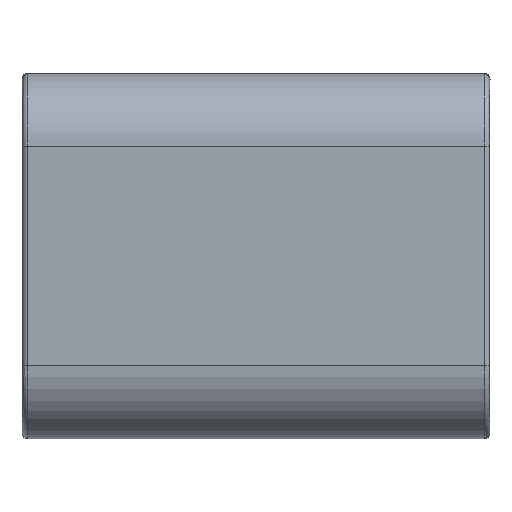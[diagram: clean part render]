
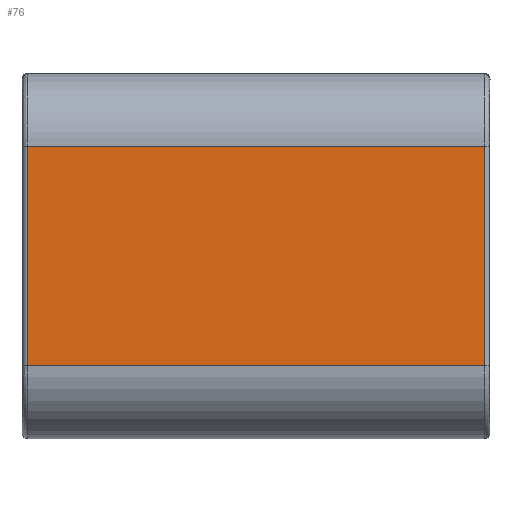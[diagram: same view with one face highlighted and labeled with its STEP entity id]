
A CAD part, left-side view. The second image highlights one B-rep face of the part: STEP entity #76.
In plain terms, the highlighted free-form (B-spline) face has degree [2, 1] with [3, 2] control points.
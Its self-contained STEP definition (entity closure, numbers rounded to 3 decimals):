
#76=ADVANCED_FACE('',(#207),#4579,.T.);
#207=FACE_OUTER_BOUND('',#338,.T.);
#338=EDGE_LOOP('',(#669,#670,#671,#672));
#669=ORIENTED_EDGE('',*,*,#3976,.F.);
#670=ORIENTED_EDGE('',*,*,#3894,.F.);
#671=ORIENTED_EDGE('',*,*,#3978,.T.);
#672=ORIENTED_EDGE('',*,*,#3979,.T.);
#1226=PCURVE('',#4594,#1936);
#1377=PCURVE('',#4578,#2087);
#1379=PCURVE('',#4579,#2089);
#1380=PCURVE('',#4579,#2090);
#1381=PCURVE('',#4579,#2091);
#1382=PCURVE('',#4579,#2092);
#1383=PCURVE('',#4580,#2093);
#1411=PCURVE('',#4624,#2121);
#1936=DEFINITIONAL_REPRESENTATION('',(#2696),#12014);
#2087=DEFINITIONAL_REPRESENTATION('',(#2865),#12014);
#2089=DEFINITIONAL_REPRESENTATION('',(#2867),#12014);
#2090=DEFINITIONAL_REPRESENTATION('',(#2868),#12014);
#2091=DEFINITIONAL_REPRESENTATION('',(#2869),#12014);
#2092=DEFINITIONAL_REPRESENTATION('',(#2870),#12014);
#2093=DEFINITIONAL_REPRESENTATION('',(#2871),#12014);
#2121=DEFINITIONAL_REPRESENTATION('',(#2904),#12014);
#2696=B_SPLINE_CURVE_WITH_KNOTS('',1,(#6663,#6664),.UNSPECIFIED.,.F.,.F.,
(2,2),(-0.75,0.),.UNSPECIFIED.);
#2865=B_SPLINE_CURVE_WITH_KNOTS('',1,(#8009,#8010),.UNSPECIFIED.,.F.,.F.,
(2,2),(0.01,0.79),.UNSPECIFIED.);
#2867=B_SPLINE_CURVE_WITH_KNOTS('',1,(#8018,#8019),.UNSPECIFIED.,.F.,.F.,
(2,2),(0.01,0.79),.UNSPECIFIED.);
#2868=B_SPLINE_CURVE_WITH_KNOTS('',3,(#8020,#8021,#8022,#8023),
 .UNSPECIFIED.,.F.,.F.,(4,4),(-0.75,0.),
 .UNSPECIFIED.);
#2869=B_SPLINE_CURVE_WITH_KNOTS('',1,(#8026,#8027),.UNSPECIFIED.,.F.,.F.,
(2,2),(0.01,0.79),.UNSPECIFIED.);
#2870=B_SPLINE_CURVE_WITH_KNOTS('',3,(#8030,#8031,#8032,#8033),
 .UNSPECIFIED.,.F.,.F.,(4,4),(-0.75,0.),.UNSPECIFIED.);
#2871=B_SPLINE_CURVE_WITH_KNOTS('',1,(#8034,#8035),.UNSPECIFIED.,.F.,.F.,
(2,2),(0.01,0.79),.UNSPECIFIED.);
#2904=B_SPLINE_CURVE_WITH_KNOTS('',1,(#8187,#8188),.UNSPECIFIED.,.F.,.F.,
(2,2),(-0.75,0.),.UNSPECIFIED.);
#3539=SURFACE_CURVE('',#4199,(#1226,#1380),.PCURVE_S1.);
#3621=SURFACE_CURVE('',#4263,(#1377,#1379),.PCURVE_S1.);
#3623=SURFACE_CURVE('',#4265,(#1381,#1383),.PCURVE_S1.);
#3624=SURFACE_CURVE('',#4266,(#1382,#1411),.PCURVE_S1.);
#3894=EDGE_CURVE('',#4346,#4345,#3539,.T.);
#3976=EDGE_CURVE('',#4345,#4405,#3621,.T.);
#3978=EDGE_CURVE('',#4346,#4406,#3623,.T.);
#3979=EDGE_CURVE('',#4406,#4405,#3624,.T.);
#4199=(
BOUNDED_CURVE()
B_SPLINE_CURVE(1,(#6661,#6662),.UNSPECIFIED.,.F.,.F.)
B_SPLINE_CURVE_WITH_KNOTS((2,2),(-0.75,0.),
 .UNSPECIFIED.)
CURVE()
GEOMETRIC_REPRESENTATION_ITEM()
RATIONAL_B_SPLINE_CURVE((1.,1.))
REPRESENTATION_ITEM('')
);
#4263=(
BOUNDED_CURVE()
B_SPLINE_CURVE(1,(#8007,#8008),.UNSPECIFIED.,.F.,.F.)
B_SPLINE_CURVE_WITH_KNOTS((2,2),(0.01,0.79),.UNSPECIFIED.)
CURVE()
GEOMETRIC_REPRESENTATION_ITEM()
RATIONAL_B_SPLINE_CURVE((1.,1.))
REPRESENTATION_ITEM('')
);
#4265=(
BOUNDED_CURVE()
B_SPLINE_CURVE(1,(#8024,#8025),.UNSPECIFIED.,.F.,.F.)
B_SPLINE_CURVE_WITH_KNOTS((2,2),(0.01,0.79),.UNSPECIFIED.)
CURVE()
GEOMETRIC_REPRESENTATION_ITEM()
RATIONAL_B_SPLINE_CURVE((1.,1.))
REPRESENTATION_ITEM('')
);
#4266=(
BOUNDED_CURVE()
B_SPLINE_CURVE(1,(#8028,#8029),.UNSPECIFIED.,.F.,.F.)
B_SPLINE_CURVE_WITH_KNOTS((2,2),(-0.75,0.),
 .UNSPECIFIED.)
CURVE()
GEOMETRIC_REPRESENTATION_ITEM()
RATIONAL_B_SPLINE_CURVE((1.,1.))
REPRESENTATION_ITEM('')
);
#4345=VERTEX_POINT('',#5540);
#4346=VERTEX_POINT('',#5541);
#4405=VERTEX_POINT('',#5600);
#4406=VERTEX_POINT('',#5601);
#4578=(
BOUNDED_SURFACE()
B_SPLINE_SURFACE(2,1,((#4768,#4769),(#4770,#4771),(#4772,#4773)),
 .UNSPECIFIED.,.F.,.F.,.F.)
B_SPLINE_SURFACE_WITH_KNOTS((3,3),(2,2),(2.7,3.093),(0.,0.8),
 .UNSPECIFIED.)
GEOMETRIC_REPRESENTATION_ITEM()
RATIONAL_B_SPLINE_SURFACE(((1.,1.),(0.707,0.707),
(1.,1.)))
REPRESENTATION_ITEM('')
SURFACE()
);
#4579=(
BOUNDED_SURFACE()
B_SPLINE_SURFACE(2,1,((#4774,#4775),(#4776,#4777),(#4778,#4779)),
 .UNSPECIFIED.,.F.,.F.,.F.)
B_SPLINE_SURFACE_WITH_KNOTS((3,3),(2,2),(3.093,3.843),
(0.,0.8),.UNSPECIFIED.)
GEOMETRIC_REPRESENTATION_ITEM()
RATIONAL_B_SPLINE_SURFACE(((1.,1.),(1.,1.),(1.,1.)))
REPRESENTATION_ITEM('')
SURFACE()
);
#4580=(
BOUNDED_SURFACE()
B_SPLINE_SURFACE(2,1,((#4780,#4781),(#4782,#4783),(#4784,#4785)),
 .UNSPECIFIED.,.F.,.F.,.F.)
B_SPLINE_SURFACE_WITH_KNOTS((3,3),(2,2),(3.843,4.235),
(0.,0.8),.UNSPECIFIED.)
GEOMETRIC_REPRESENTATION_ITEM()
RATIONAL_B_SPLINE_SURFACE(((1.,1.),(0.707,0.707),
(1.,1.)))
REPRESENTATION_ITEM('')
SURFACE()
);
#4594=(
BOUNDED_SURFACE()
B_SPLINE_SURFACE(2,1,((#4889,#4890),(#4891,#4892),(#4893,#4894)),
 .UNSPECIFIED.,.F.,.F.,.F.)
B_SPLINE_SURFACE_WITH_KNOTS((3,3),(2,2),(0.,0.031),(0.,
0.75),.UNSPECIFIED.)
GEOMETRIC_REPRESENTATION_ITEM()
RATIONAL_B_SPLINE_SURFACE(((1.,1.),(0.707,0.707),
(1.,1.)))
REPRESENTATION_ITEM('')
SURFACE()
);
#4624=(
BOUNDED_SURFACE()
B_SPLINE_SURFACE(1,2,((#5159,#5160,#5161),(#5162,#5163,#5164)),
 .UNSPECIFIED.,.F.,.F.,.F.)
B_SPLINE_SURFACE_WITH_KNOTS((2,2),(3,3),(0.,0.75),(0.,0.031),
 .UNSPECIFIED.)
GEOMETRIC_REPRESENTATION_ITEM()
RATIONAL_B_SPLINE_SURFACE(((1.,0.707,1.),(1.,0.707,
1.)))
REPRESENTATION_ITEM('')
SURFACE()
);
#4768=CARTESIAN_POINT('',(-1.35,-0.8,0.));
#4769=CARTESIAN_POINT('',(-1.35,0.8,0.));
#4770=CARTESIAN_POINT('',(-1.6,-0.8,0.));
#4771=CARTESIAN_POINT('',(-1.6,0.8,0.));
#4772=CARTESIAN_POINT('',(-1.6,-0.8,0.25));
#4773=CARTESIAN_POINT('',(-1.6,0.8,0.25));
#4774=CARTESIAN_POINT('',(-1.6,-0.8,0.25));
#4775=CARTESIAN_POINT('',(-1.6,0.8,0.25));
#4776=CARTESIAN_POINT('',(-1.6,-0.8,0.625));
#4777=CARTESIAN_POINT('',(-1.6,0.8,0.625));
#4778=CARTESIAN_POINT('',(-1.6,-0.8,1.));
#4779=CARTESIAN_POINT('',(-1.6,0.8,1.));
#4780=CARTESIAN_POINT('',(-1.6,-0.8,1.));
#4781=CARTESIAN_POINT('',(-1.6,0.8,1.));
#4782=CARTESIAN_POINT('',(-1.6,-0.8,1.25));
#4783=CARTESIAN_POINT('',(-1.6,0.8,1.25));
#4784=CARTESIAN_POINT('',(-1.35,-0.8,1.25));
#4785=CARTESIAN_POINT('',(-1.35,0.8,1.25));
#4889=CARTESIAN_POINT('',(-1.6,-0.78,0.25));
#4890=CARTESIAN_POINT('',(-1.6,-0.78,1.));
#4891=CARTESIAN_POINT('',(-1.6,-0.8,0.25));
#4892=CARTESIAN_POINT('',(-1.6,-0.8,1.));
#4893=CARTESIAN_POINT('',(-1.58,-0.8,0.25));
#4894=CARTESIAN_POINT('',(-1.58,-0.8,1.));
#5159=CARTESIAN_POINT('',(-1.6,0.78,0.25));
#5160=CARTESIAN_POINT('',(-1.6,0.8,0.25));
#5161=CARTESIAN_POINT('',(-1.58,0.8,0.25));
#5162=CARTESIAN_POINT('',(-1.6,0.78,1.));
#5163=CARTESIAN_POINT('',(-1.6,0.8,1.));
#5164=CARTESIAN_POINT('',(-1.58,0.8,1.));
#5540=CARTESIAN_POINT('',(-1.6,-0.78,0.25));
#5541=CARTESIAN_POINT('',(-1.6,-0.78,1.));
#5600=CARTESIAN_POINT('',(-1.6,0.78,0.25));
#5601=CARTESIAN_POINT('',(-1.6,0.78,1.));
#6661=CARTESIAN_POINT('',(-1.6,-0.78,1.));
#6662=CARTESIAN_POINT('',(-1.6,-0.78,0.25));
#6663=CARTESIAN_POINT('',(0.,0.75));
#6664=CARTESIAN_POINT('',(0.,0.));
#8007=CARTESIAN_POINT('',(-1.6,-0.78,0.25));
#8008=CARTESIAN_POINT('',(-1.6,0.78,0.25));
#8009=CARTESIAN_POINT('',(3.093,0.01));
#8010=CARTESIAN_POINT('',(3.093,0.79));
#8018=CARTESIAN_POINT('',(3.093,0.01));
#8019=CARTESIAN_POINT('',(3.093,0.79));
#8020=CARTESIAN_POINT('',(3.843,0.01));
#8021=CARTESIAN_POINT('',(3.593,0.01));
#8022=CARTESIAN_POINT('',(3.343,0.01));
#8023=CARTESIAN_POINT('',(3.093,0.01));
#8024=CARTESIAN_POINT('',(-1.6,-0.78,1.));
#8025=CARTESIAN_POINT('',(-1.6,0.78,1.));
#8026=CARTESIAN_POINT('',(3.843,0.01));
#8027=CARTESIAN_POINT('',(3.843,0.79));
#8028=CARTESIAN_POINT('',(-1.6,0.78,1.));
#8029=CARTESIAN_POINT('',(-1.6,0.78,0.25));
#8030=CARTESIAN_POINT('',(3.843,0.79));
#8031=CARTESIAN_POINT('',(3.593,0.79));
#8032=CARTESIAN_POINT('',(3.343,0.79));
#8033=CARTESIAN_POINT('',(3.093,0.79));
#8034=CARTESIAN_POINT('',(3.843,0.01));
#8035=CARTESIAN_POINT('',(3.843,0.79));
#8187=CARTESIAN_POINT('',(0.75,0.));
#8188=CARTESIAN_POINT('',(0.,0.));
#12014=(
GEOMETRIC_REPRESENTATION_CONTEXT(2)
PARAMETRIC_REPRESENTATION_CONTEXT()
REPRESENTATION_CONTEXT('pspace','')
);
